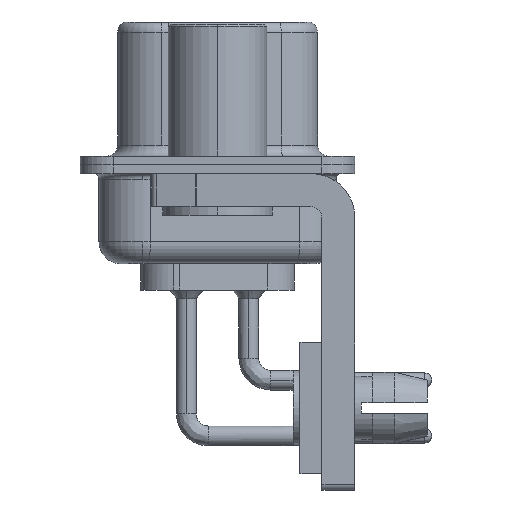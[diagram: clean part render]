
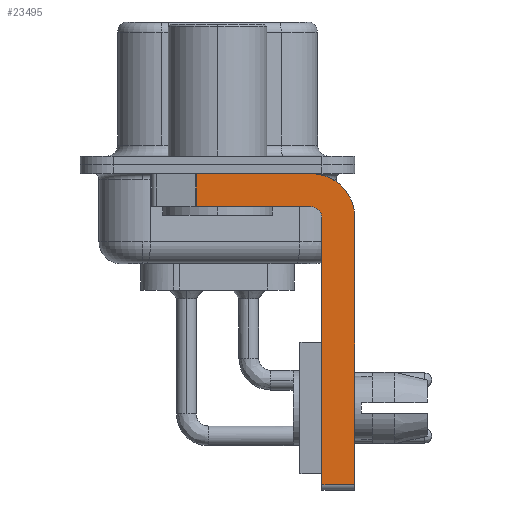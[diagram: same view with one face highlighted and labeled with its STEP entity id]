
A CAD part, left-side view. The second image highlights one B-rep face of the part: STEP entity #23495.
In plain terms, the highlighted planar face has unit normal (-1, 0, 0).
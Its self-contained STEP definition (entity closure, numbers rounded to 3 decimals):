
#1704 = CARTESIAN_POINT ( 'NONE',  ( -2.9, -6.25, -14.55 ) ) ;
#1788 = DIRECTION ( 'NONE',  ( 0., 0., -1. ) ) ;
#1790 = CARTESIAN_POINT ( 'NONE',  ( -2.9, -4.75, -2.4 ) ) ;
#1970 = DIRECTION ( 'NONE',  ( 0., -1., 0. ) ) ;
#1981 = VERTEX_POINT ( 'NONE', #13266 ) ;
#2380 = VERTEX_POINT ( 'NONE', #10612 ) ;
#2592 = VERTEX_POINT ( 'NONE', #1790 ) ;
#2724 = CARTESIAN_POINT ( 'NONE',  ( -2.9, -4.75, -14.8 ) ) ;
#3012 = CARTESIAN_POINT ( 'NONE',  ( -2.9, -4.25, -14.55 ) ) ;
#3069 = AXIS2_PLACEMENT_3D ( 'NONE', #3586, #12893, #1788 ) ;
#3170 = DIRECTION ( 'NONE',  ( 0., -1., 0. ) ) ;
#3586 = CARTESIAN_POINT ( 'NONE',  ( -2.9, -4.25, -2.4 ) ) ;
#3731 = ORIENTED_EDGE ( 'NONE', *, *, #14294, .F. ) ;
#3756 = ORIENTED_EDGE ( 'NONE', *, *, #21444, .F. ) ;
#4071 = DIRECTION ( 'NONE',  ( 0., 1., 0. ) ) ;
#4683 = CIRCLE ( 'NONE', #13709, 0.5 ) ;
#4748 = VECTOR ( 'NONE', #17428, 1000. ) ;
#5677 = CARTESIAN_POINT ( 'NONE',  ( -2.9, 3., -0.4 ) ) ;
#6252 = ORIENTED_EDGE ( 'NONE', *, *, #10002, .F. ) ;
#6363 = EDGE_CURVE ( 'NONE', #2380, #17595, #15187, .T. ) ;
#6497 = EDGE_CURVE ( 'NONE', #19495, #17595, #17169, .T. ) ;
#6853 = ORIENTED_EDGE ( 'NONE', *, *, #15380, .F. ) ;
#7348 = VECTOR ( 'NONE', #3170, 1000. ) ;
#7796 = VERTEX_POINT ( 'NONE', #21088 ) ;
#8636 = VECTOR ( 'NONE', #1970, 1000. ) ;
#9049 = CARTESIAN_POINT ( 'NONE',  ( -2.9, -4.25, -2.4 ) ) ;
#9767 = EDGE_LOOP ( 'NONE', ( #6252, #23316, #3756, #3731, #23862, #17438, #20768, #6853 ) ) ;
#10002 = EDGE_CURVE ( 'NONE', #20559, #1981, #23424, .T. ) ;
#10612 = CARTESIAN_POINT ( 'NONE',  ( -2.9, -6.25, -2.4 ) ) ;
#10764 = DIRECTION ( 'NONE',  ( 1., 0., 0. ) ) ;
#10881 = DIRECTION ( 'NONE',  ( 0., 0., 1. ) ) ;
#11019 = PLANE ( 'NONE',  #3069 ) ;
#11059 = VERTEX_POINT ( 'NONE', #12777 ) ;
#11421 = CARTESIAN_POINT ( 'NONE',  ( -2.9, -4.25, -1.9 ) ) ;
#12392 = CARTESIAN_POINT ( 'NONE',  ( -2.9, 0.978, -1.9 ) ) ;
#12777 = CARTESIAN_POINT ( 'NONE',  ( -2.9, 0.978, -1.9 ) ) ;
#12822 = VECTOR ( 'NONE', #23512, 1000. ) ;
#12893 = DIRECTION ( 'NONE',  ( 1., 0., 0. ) ) ;
#13266 = CARTESIAN_POINT ( 'NONE',  ( -2.9, -4.25, -0.4 ) ) ;
#13709 = AXIS2_PLACEMENT_3D ( 'NONE', #9049, #22003, #10881 ) ;
#13775 = EDGE_CURVE ( 'NONE', #20559, #11059, #22686, .T. ) ;
#13883 = DIRECTION ( 'NONE',  ( 0., 0., 1. ) ) ;
#13907 = VECTOR ( 'NONE', #4071, 1000. ) ;
#14294 = EDGE_CURVE ( 'NONE', #2592, #7796, #4683, .T. ) ;
#15187 = LINE ( 'NONE', #17968, #4748 ) ;
#15380 = EDGE_CURVE ( 'NONE', #1981, #2380, #22029, .T. ) ;
#17169 = LINE ( 'NONE', #3012, #7348 ) ;
#17428 = DIRECTION ( 'NONE',  ( 0., 0., -1. ) ) ;
#17438 = ORIENTED_EDGE ( 'NONE', *, *, #6497, .T. ) ;
#17595 = VERTEX_POINT ( 'NONE', #1704 ) ;
#17968 = CARTESIAN_POINT ( 'NONE',  ( -2.9, -6.25, -2.4 ) ) ;
#18235 = VECTOR ( 'NONE', #13883, 1000. ) ;
#18394 = CARTESIAN_POINT ( 'NONE',  ( -2.9, 0.978, -0.4 ) ) ;
#19383 = LINE ( 'NONE', #11421, #13907 ) ;
#19495 = VERTEX_POINT ( 'NONE', #23557 ) ;
#20559 = VERTEX_POINT ( 'NONE', #18394 ) ;
#20768 = ORIENTED_EDGE ( 'NONE', *, *, #6363, .F. ) ;
#20940 = EDGE_CURVE ( 'NONE', #19495, #2592, #23227, .T. ) ;
#21088 = CARTESIAN_POINT ( 'NONE',  ( -2.9, -4.25, -1.9 ) ) ;
#21444 = EDGE_CURVE ( 'NONE', #7796, #11059, #19383, .T. ) ;
#21802 = AXIS2_PLACEMENT_3D ( 'NONE', #21874, #10764, #23733 ) ;
#21874 = CARTESIAN_POINT ( 'NONE',  ( -2.9, -4.25, -2.4 ) ) ;
#22003 = DIRECTION ( 'NONE',  ( -1., 0., 0. ) ) ;
#22029 = CIRCLE ( 'NONE', #21802, 2. ) ;
#22686 = LINE ( 'NONE', #12392, #12822 ) ;
#23227 = LINE ( 'NONE', #2724, #18235 ) ;
#23316 = ORIENTED_EDGE ( 'NONE', *, *, #13775, .T. ) ;
#23424 = LINE ( 'NONE', #5677, #8636 ) ;
#23495 = ADVANCED_FACE ( 'NONE', ( #24004 ), #11019, .F. ) ;
#23512 = DIRECTION ( 'NONE',  ( 0., 0., -1. ) ) ;
#23557 = CARTESIAN_POINT ( 'NONE',  ( -2.9, -4.75, -14.55 ) ) ;
#23733 = DIRECTION ( 'NONE',  ( 0., 0., -1. ) ) ;
#23862 = ORIENTED_EDGE ( 'NONE', *, *, #20940, .F. ) ;
#24004 = FACE_OUTER_BOUND ( 'NONE', #9767, .T. ) ;
